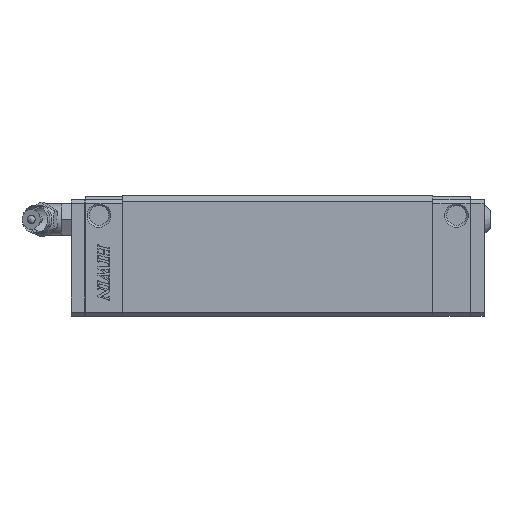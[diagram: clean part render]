
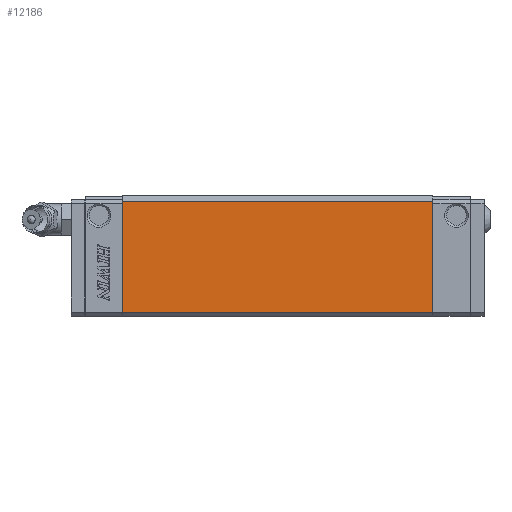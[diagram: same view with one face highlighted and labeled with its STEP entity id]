
A CAD part, top view. The second image highlights one B-rep face of the part: STEP entity #12186.
In plain terms, the highlighted face is planar.
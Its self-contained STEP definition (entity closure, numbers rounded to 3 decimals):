
#572=FACE_OUTER_BOUND('',#1237,.T.);
#1237=EDGE_LOOP('',(#9540,#9541,#9542,#9543));
#2567=LINE('',#18611,#4000);
#2655=LINE('',#18819,#4088);
#2668=LINE('',#18851,#4101);
#2669=LINE('',#18853,#4102);
#4000=VECTOR('',#15075,28.2);
#4088=VECTOR('',#15261,28.2);
#4101=VECTOR('',#15290,78.6);
#4102=VECTOR('',#15293,78.6);
#5303=VERTEX_POINT('',#18608);
#5304=VERTEX_POINT('',#18610);
#5374=VERTEX_POINT('',#18816);
#5375=VERTEX_POINT('',#18818);
#6751=EDGE_CURVE('',#5303,#5304,#2567,.T.);
#6855=EDGE_CURVE('',#5375,#5374,#2655,.T.);
#6872=EDGE_CURVE('',#5375,#5303,#2668,.T.);
#6873=EDGE_CURVE('',#5304,#5374,#2669,.T.);
#9540=ORIENTED_EDGE('',*,*,#6855,.T.);
#9541=ORIENTED_EDGE('',*,*,#6873,.F.);
#9542=ORIENTED_EDGE('',*,*,#6751,.F.);
#9543=ORIENTED_EDGE('',*,*,#6872,.F.);
#11616=PLANE('',#13086);
#12186=ADVANCED_FACE('',(#572),#11616,.T.);
#13086=AXIS2_PLACEMENT_3D('',#18852,#15291,#15292);
#15075=DIRECTION('',(0.,-1.,0.));
#15261=DIRECTION('',(0.,-1.,0.));
#15290=DIRECTION('',(0.,0.,-1.));
#15291=DIRECTION('center_axis',(1.,0.,0.));
#15292=DIRECTION('ref_axis',(0.,-1.,0.));
#15293=DIRECTION('',(0.,0.,1.));
#18608=CARTESIAN_POINT('',(24.,12.5,-78.6));
#18610=CARTESIAN_POINT('',(24.,-15.7,-78.6));
#18611=CARTESIAN_POINT('',(24.,12.5,-78.6));
#18816=CARTESIAN_POINT('',(24.,-15.7,0.));
#18818=CARTESIAN_POINT('',(24.,12.5,0.));
#18819=CARTESIAN_POINT('',(24.,12.5,0.));
#18851=CARTESIAN_POINT('',(24.,12.5,0.));
#18852=CARTESIAN_POINT('Origin',(24.,9.,0.));
#18853=CARTESIAN_POINT('',(24.,-15.7,-78.6));
